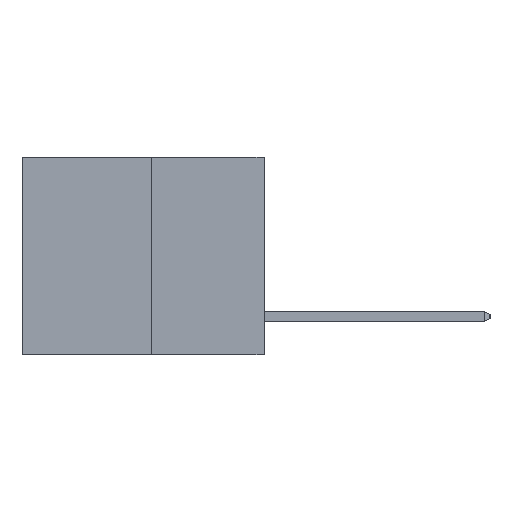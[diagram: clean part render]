
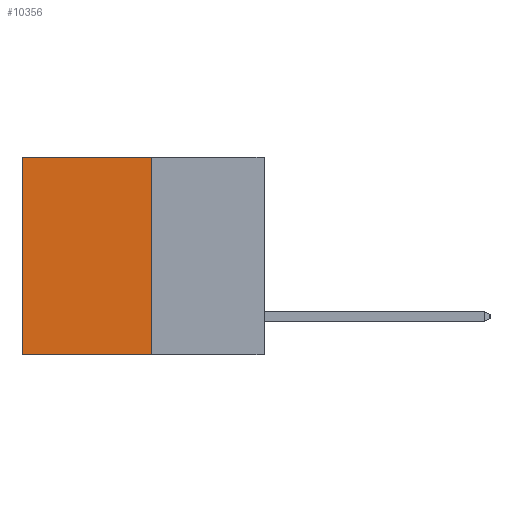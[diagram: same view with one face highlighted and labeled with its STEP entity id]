
A CAD part, left-side view. The second image highlights one B-rep face of the part: STEP entity #10356.
In plain terms, the highlighted planar face has unit normal (-1, 0, 0).
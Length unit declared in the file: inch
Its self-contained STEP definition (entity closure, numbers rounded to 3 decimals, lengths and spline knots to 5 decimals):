
#377 = ORIENTED_EDGE ( 'NONE', *, *, #5673, .T. ) ;
#2931 = VERTEX_POINT ( 'NONE', #15576 ) ;
#3630 = CARTESIAN_POINT ( 'NONE',  ( 0.3165, 0.28, -0.49 ) ) ;
#3724 = DIRECTION ( 'NONE',  ( 0., 0., -1. ) ) ;
#3849 = VERTEX_POINT ( 'NONE', #8890 ) ;
#4093 = AXIS2_PLACEMENT_3D ( 'NONE', #18033, #17933, #15972 ) ;
#5673 = EDGE_CURVE ( 'NONE', #2931, #24287, #9753, .T. ) ;
#5761 = EDGE_CURVE ( 'NONE', #3849, #28492, #22446, .T. ) ;
#5933 = CARTESIAN_POINT ( 'NONE',  ( 0.3165, 0.6, -0.49 ) ) ;
#8348 = LINE ( 'NONE', #3630, #12570 ) ;
#8583 = EDGE_CURVE ( 'NONE', #24287, #28492, #11525, .T. ) ;
#8890 = CARTESIAN_POINT ( 'NONE',  ( 0.3165, 0.28, -0.49 ) ) ;
#9753 = LINE ( 'NONE', #15582, #17497 ) ;
#9867 = ORIENTED_EDGE ( 'NONE', *, *, #5761, .F. ) ;
#10019 = FACE_OUTER_BOUND ( 'NONE', #23060, .T. ) ;
#10356 = ADVANCED_FACE ( 'NONE', ( #10019 ), #20231, .F. ) ;
#11525 = LINE ( 'NONE', #5933, #24634 ) ;
#12570 = VECTOR ( 'NONE', #3724, 39.37008 ) ;
#13184 = ORIENTED_EDGE ( 'NONE', *, *, #8583, .T. ) ;
#13395 = DIRECTION ( 'NONE',  ( 0., 1., 0. ) ) ;
#15576 = CARTESIAN_POINT ( 'NONE',  ( 0.3165, 0.28, 0. ) ) ;
#15582 = CARTESIAN_POINT ( 'NONE',  ( 0.3165, 0.28, 0. ) ) ;
#15750 = CARTESIAN_POINT ( 'NONE',  ( 0.3165, 0.6, -0.49 ) ) ;
#15972 = DIRECTION ( 'NONE',  ( 0., 0., -1. ) ) ;
#16956 = DIRECTION ( 'NONE',  ( 0., 0., -1. ) ) ;
#17497 = VECTOR ( 'NONE', #13395, 39.37008 ) ;
#17933 = DIRECTION ( 'NONE',  ( 1., 0., 0. ) ) ;
#18033 = CARTESIAN_POINT ( 'NONE',  ( 0.3165, 0.28, -0.49 ) ) ;
#18888 = VECTOR ( 'NONE', #22851, 39.37008 ) ;
#19501 = CARTESIAN_POINT ( 'NONE',  ( 0.3165, 0.6, 0. ) ) ;
#20231 = PLANE ( 'NONE',  #4093 ) ;
#22446 = LINE ( 'NONE', #25007, #18888 ) ;
#22851 = DIRECTION ( 'NONE',  ( 0., 1., 0. ) ) ;
#23060 = EDGE_LOOP ( 'NONE', ( #13184, #9867, #23258, #377 ) ) ;
#23258 = ORIENTED_EDGE ( 'NONE', *, *, #24820, .F. ) ;
#24287 = VERTEX_POINT ( 'NONE', #19501 ) ;
#24634 = VECTOR ( 'NONE', #16956, 39.37008 ) ;
#24820 = EDGE_CURVE ( 'NONE', #2931, #3849, #8348, .T. ) ;
#25007 = CARTESIAN_POINT ( 'NONE',  ( 0.3165, 0.28, -0.49 ) ) ;
#28492 = VERTEX_POINT ( 'NONE', #15750 ) ;
